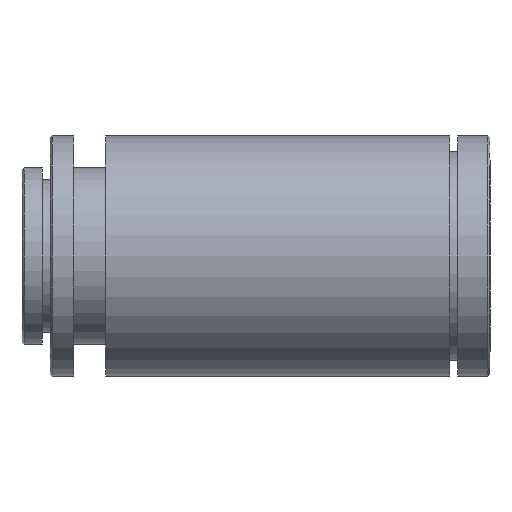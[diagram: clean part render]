
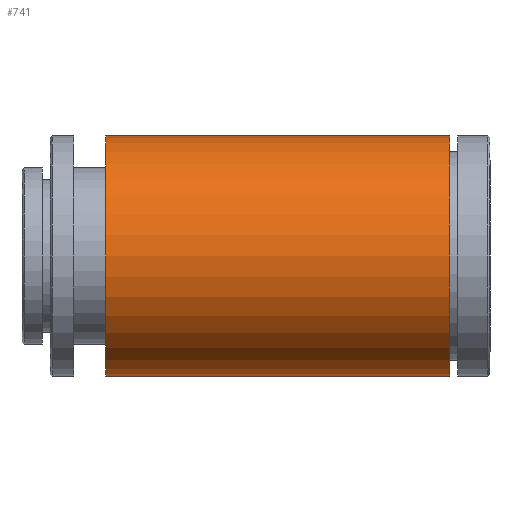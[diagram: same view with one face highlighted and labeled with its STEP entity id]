
A CAD part, front view. The second image highlights one B-rep face of the part: STEP entity #741.
In plain terms, the highlighted cylindrical face has radius 15 mm (diameter 30 mm), a partial arc.
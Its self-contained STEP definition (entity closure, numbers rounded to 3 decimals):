
#24 = FACE_OUTER_BOUND ( 'NONE', #260, .T. ) ;
#56 = CIRCLE ( 'NONE', #644, 15. ) ;
#70 = VERTEX_POINT ( 'NONE', #87 ) ;
#87 = CARTESIAN_POINT ( 'NONE',  ( 10.46, 0., 15. ) ) ;
#101 = EDGE_CURVE ( 'NONE', #335, #70, #366, .T. ) ;
#133 = CARTESIAN_POINT ( 'NONE',  ( 53.4, 0., 0. ) ) ;
#192 = CARTESIAN_POINT ( 'NONE',  ( 10.46, 0., 0. ) ) ;
#206 = CIRCLE ( 'NONE', #878, 15. ) ;
#260 = EDGE_LOOP ( 'NONE', ( #1059, #1058, #354, #987 ) ) ;
#265 = EDGE_CURVE ( 'NONE', #789, #335, #206, .T. ) ;
#314 = DIRECTION ( 'NONE',  ( -1., 0., 0. ) ) ;
#316 = DIRECTION ( 'NONE',  ( 0., 0., 1. ) ) ;
#324 = DIRECTION ( 'NONE',  ( 0., 0., 1. ) ) ;
#335 = VERTEX_POINT ( 'NONE', #1056 ) ;
#354 = ORIENTED_EDGE ( 'NONE', *, *, #101, .T. ) ;
#366 = LINE ( 'NONE', #831, #852 ) ;
#375 = AXIS2_PLACEMENT_3D ( 'NONE', #1117, #314, #324 ) ;
#418 = DIRECTION ( 'NONE',  ( -1., 0., 0. ) ) ;
#482 = LINE ( 'NONE', #1128, #1026 ) ;
#547 = DIRECTION ( 'NONE',  ( -1., 0., 0. ) ) ;
#587 = EDGE_CURVE ( 'NONE', #814, #70, #56, .T. ) ;
#644 = AXIS2_PLACEMENT_3D ( 'NONE', #192, #729, #815 ) ;
#729 = DIRECTION ( 'NONE',  ( -1., 0., 0. ) ) ;
#741 = ADVANCED_FACE ( 'NONE', ( #24 ), #750, .T. ) ;
#750 = CYLINDRICAL_SURFACE ( 'NONE', #375, 15. ) ;
#789 = VERTEX_POINT ( 'NONE', #1150 ) ;
#814 = VERTEX_POINT ( 'NONE', #976 ) ;
#815 = DIRECTION ( 'NONE',  ( 0., 0., 1. ) ) ;
#831 = CARTESIAN_POINT ( 'NONE',  ( -282.112, 0., 15. ) ) ;
#852 = VECTOR ( 'NONE', #547, 1000. ) ;
#878 = AXIS2_PLACEMENT_3D ( 'NONE', #133, #1108, #316 ) ;
#956 = EDGE_CURVE ( 'NONE', #789, #814, #482, .T. ) ;
#976 = CARTESIAN_POINT ( 'NONE',  ( 10.46, 0., -15. ) ) ;
#987 = ORIENTED_EDGE ( 'NONE', *, *, #587, .F. ) ;
#1026 = VECTOR ( 'NONE', #418, 1000. ) ;
#1056 = CARTESIAN_POINT ( 'NONE',  ( 53.4, 0., 15. ) ) ;
#1058 = ORIENTED_EDGE ( 'NONE', *, *, #265, .T. ) ;
#1059 = ORIENTED_EDGE ( 'NONE', *, *, #956, .F. ) ;
#1108 = DIRECTION ( 'NONE',  ( -1., 0., 0. ) ) ;
#1117 = CARTESIAN_POINT ( 'NONE',  ( -282.112, 0., 0. ) ) ;
#1128 = CARTESIAN_POINT ( 'NONE',  ( -282.112, 0., -15. ) ) ;
#1150 = CARTESIAN_POINT ( 'NONE',  ( 53.4, 0., -15. ) ) ;
